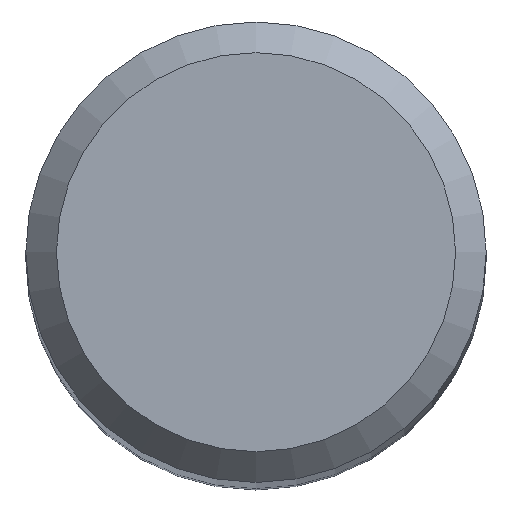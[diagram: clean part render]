
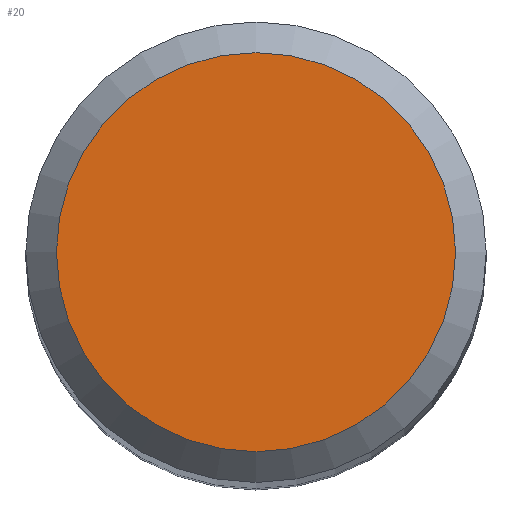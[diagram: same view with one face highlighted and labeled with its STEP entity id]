
A CAD part, top view. The second image highlights one B-rep face of the part: STEP entity #20.
In plain terms, the highlighted free-form (B-spline) face has degree [1, 1] with [2, 2] control points.
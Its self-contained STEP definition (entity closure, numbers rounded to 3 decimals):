
#20 = ADVANCED_FACE('', (#21), #32, .T.);
#21 = FACE_OUTER_BOUND('', #22, .T.);
#22 = EDGE_LOOP('', (#23));
#23 = ORIENTED_EDGE('', *, *, #24, .T.);
#24 = EDGE_CURVE('', #25, #25, #27, .T.);
#25 = VERTEX_POINT('', #26);
#26 = CARTESIAN_POINT('', (2.6, 0., 0.));
#27 = CIRCLE('', #28, 2.6);
#28 = AXIS2_PLACEMENT_3D('', #29, #30, #31);
#29 = CARTESIAN_POINT('', (0., 0., 0.));
#30 = DIRECTION('', (0., 0., 1.));
#31 = DIRECTION('', (1., 0., 0.));
#32 = B_SPLINE_SURFACE_WITH_KNOTS('', 1, 1, ((#33, #34), (#35, #36)), .UNSPECIFIED., .F., .F., .U., (2, 2), (2, 2), (-2.601, 2.601), (-2.601, 2.601), .UNSPECIFIED.);
#33 = CARTESIAN_POINT('', (2.601, 2.601, 0.));
#34 = CARTESIAN_POINT('', (2.601, -2.601, 0.));
#35 = CARTESIAN_POINT('', (-2.601, 2.601, 0.));
#36 = CARTESIAN_POINT('', (-2.601, -2.601, 0.));
